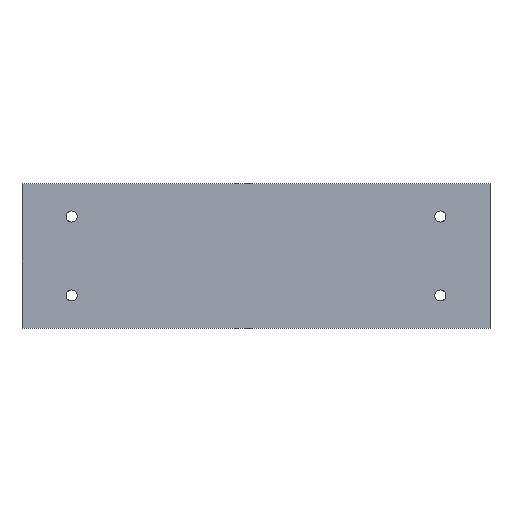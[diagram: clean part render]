
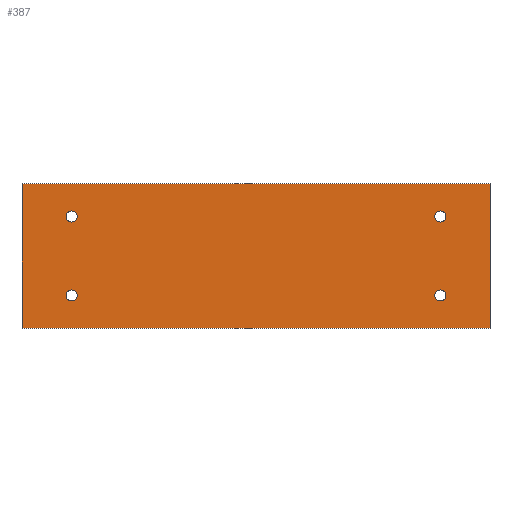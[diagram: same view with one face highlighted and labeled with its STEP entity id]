
A CAD part, top view. The second image highlights one B-rep face of the part: STEP entity #387.
In plain terms, the highlighted planar face has unit normal (0, 0, 1).
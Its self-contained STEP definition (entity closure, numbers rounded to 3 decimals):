
#5 = ORIENTED_EDGE ( 'NONE', *, *, #686, .T. ) ;
#6 = AXIS2_PLACEMENT_3D ( 'NONE', #403, #657, #723 ) ;
#9 = EDGE_LOOP ( 'NONE', ( #634, #290 ) ) ;
#10 = CIRCLE ( 'NONE', #6, 1.05 ) ;
#16 = DIRECTION ( 'NONE',  ( 0., 0., -1. ) ) ;
#21 = CARTESIAN_POINT ( 'NONE',  ( 10.5, 21.25, 6.35 ) ) ;
#33 = DIRECTION ( 'NONE',  ( 1., 0., 0. ) ) ;
#34 = CIRCLE ( 'NONE', #707, 1.05 ) ;
#37 = CIRCLE ( 'NONE', #114, 1.05 ) ;
#43 = LINE ( 'NONE', #536, #527 ) ;
#75 = CARTESIAN_POINT ( 'NONE',  ( 80.5, 6.25, 6.35 ) ) ;
#85 = DIRECTION ( 'NONE',  ( 1., 0., 0. ) ) ;
#91 = DIRECTION ( 'NONE',  ( 0., 0., -1. ) ) ;
#93 = CARTESIAN_POINT ( 'NONE',  ( 9.45, 6.25, 6.35 ) ) ;
#104 = FACE_BOUND ( 'NONE', #704, .T. ) ;
#107 = ORIENTED_EDGE ( 'NONE', *, *, #791, .T. ) ;
#114 = AXIS2_PLACEMENT_3D ( 'NONE', #581, #16, #205 ) ;
#115 = VERTEX_POINT ( 'NONE', #493 ) ;
#122 = ORIENTED_EDGE ( 'NONE', *, *, #524, .T. ) ;
#132 = DIRECTION ( 'NONE',  ( 1., 0., 0. ) ) ;
#136 = DIRECTION ( 'NONE',  ( 0., -1., 0. ) ) ;
#142 = ORIENTED_EDGE ( 'NONE', *, *, #807, .T. ) ;
#143 = CARTESIAN_POINT ( 'NONE',  ( 79.45, 6.25, 6.35 ) ) ;
#146 = DIRECTION ( 'NONE',  ( 0., 0., -1. ) ) ;
#147 = DIRECTION ( 'NONE',  ( 1., 0., 0. ) ) ;
#168 = AXIS2_PLACEMENT_3D ( 'NONE', #143, #705, #33 ) ;
#174 = CARTESIAN_POINT ( 'NONE',  ( 80.5, 21.25, 6.35 ) ) ;
#182 = AXIS2_PLACEMENT_3D ( 'NONE', #647, #404, #402 ) ;
#205 = DIRECTION ( 'NONE',  ( 1., 0., 0. ) ) ;
#216 = CARTESIAN_POINT ( 'NONE',  ( 88.9, 27.5, 6.35 ) ) ;
#217 = CIRCLE ( 'NONE', #168, 1.05 ) ;
#227 = VERTEX_POINT ( 'NONE', #810 ) ;
#244 = EDGE_CURVE ( 'NONE', #295, #115, #512, .T. ) ;
#245 = CIRCLE ( 'NONE', #694, 1.05 ) ;
#257 = DIRECTION ( 'NONE',  ( 0., 0., -1. ) ) ;
#277 = CARTESIAN_POINT ( 'NONE',  ( 79.45, 21.25, 6.35 ) ) ;
#284 = CARTESIAN_POINT ( 'NONE',  ( 78.4, 21.25, 6.35 ) ) ;
#285 = EDGE_CURVE ( 'NONE', #709, #227, #37, .T. ) ;
#288 = AXIS2_PLACEMENT_3D ( 'NONE', #428, #818, #740 ) ;
#290 = ORIENTED_EDGE ( 'NONE', *, *, #642, .T. ) ;
#295 = VERTEX_POINT ( 'NONE', #785 ) ;
#333 = CARTESIAN_POINT ( 'NONE',  ( 88.9, 13.75, 6.35 ) ) ;
#340 = ORIENTED_EDGE ( 'NONE', *, *, #244, .T. ) ;
#348 = CIRCLE ( 'NONE', #288, 1.05 ) ;
#352 = DIRECTION ( 'NONE',  ( -1., 0., 0. ) ) ;
#367 = VERTEX_POINT ( 'NONE', #174 ) ;
#369 = EDGE_LOOP ( 'NONE', ( #435, #107, #340, #5 ) ) ;
#380 = CARTESIAN_POINT ( 'NONE',  ( 44.45, 0., 6.35 ) ) ;
#387 = ADVANCED_FACE ( 'NONE', ( #400, #104, #795, #469, #756 ), #780, .T. ) ;
#395 = CARTESIAN_POINT ( 'NONE',  ( 10.5, 6.25, 6.35 ) ) ;
#400 = FACE_OUTER_BOUND ( 'NONE', #369, .T. ) ;
#402 = DIRECTION ( 'NONE',  ( 1., 0., 0. ) ) ;
#403 = CARTESIAN_POINT ( 'NONE',  ( 79.45, 21.25, 6.35 ) ) ;
#404 = DIRECTION ( 'NONE',  ( 0., 0., 1. ) ) ;
#413 = CIRCLE ( 'NONE', #474, 1.05 ) ;
#428 = CARTESIAN_POINT ( 'NONE',  ( 9.45, 21.25, 6.35 ) ) ;
#430 = EDGE_CURVE ( 'NONE', #589, #443, #245, .T. ) ;
#435 = ORIENTED_EDGE ( 'NONE', *, *, #602, .T. ) ;
#443 = VERTEX_POINT ( 'NONE', #454 ) ;
#454 = CARTESIAN_POINT ( 'NONE',  ( 8.4, 6.25, 6.35 ) ) ;
#461 = DIRECTION ( 'NONE',  ( 0., 1., 0. ) ) ;
#463 = CARTESIAN_POINT ( 'NONE',  ( 9.45, 6.25, 6.35 ) ) ;
#469 = FACE_BOUND ( 'NONE', #567, .T. ) ;
#470 = CARTESIAN_POINT ( 'NONE',  ( 79.45, 6.25, 6.35 ) ) ;
#474 = AXIS2_PLACEMENT_3D ( 'NONE', #463, #146, #132 ) ;
#476 = CARTESIAN_POINT ( 'NONE',  ( 78.4, 6.25, 6.35 ) ) ;
#477 = ORIENTED_EDGE ( 'NONE', *, *, #701, .T. ) ;
#493 = CARTESIAN_POINT ( 'NONE',  ( 88.9, 0., 6.35 ) ) ;
#512 = LINE ( 'NONE', #380, #631 ) ;
#518 = VECTOR ( 'NONE', #136, 1000. ) ;
#524 = EDGE_CURVE ( 'NONE', #443, #589, #413, .T. ) ;
#527 = VECTOR ( 'NONE', #352, 1000. ) ;
#533 = DIRECTION ( 'NONE',  ( 0., 0., -1. ) ) ;
#536 = CARTESIAN_POINT ( 'NONE',  ( 44.45, 27.5, 6.35 ) ) ;
#540 = DIRECTION ( 'NONE',  ( 1., 0., 0. ) ) ;
#549 = CARTESIAN_POINT ( 'NONE',  ( 0., 27.5, 6.35 ) ) ;
#567 = EDGE_LOOP ( 'NONE', ( #805, #122 ) ) ;
#569 = VECTOR ( 'NONE', #461, 1000. ) ;
#578 = ORIENTED_EDGE ( 'NONE', *, *, #754, .T. ) ;
#581 = CARTESIAN_POINT ( 'NONE',  ( 9.45, 21.25, 6.35 ) ) ;
#589 = VERTEX_POINT ( 'NONE', #395 ) ;
#602 = EDGE_CURVE ( 'NONE', #650, #638, #43, .T. ) ;
#616 = ORIENTED_EDGE ( 'NONE', *, *, #677, .T. ) ;
#631 = VECTOR ( 'NONE', #699, 1000. ) ;
#634 = ORIENTED_EDGE ( 'NONE', *, *, #285, .T. ) ;
#638 = VERTEX_POINT ( 'NONE', #549 ) ;
#642 = EDGE_CURVE ( 'NONE', #227, #709, #348, .T. ) ;
#645 = CARTESIAN_POINT ( 'NONE',  ( 0., 13.75, 6.35 ) ) ;
#647 = CARTESIAN_POINT ( 'NONE',  ( 44.45, 13.75, 6.35 ) ) ;
#650 = VERTEX_POINT ( 'NONE', #216 ) ;
#655 = VERTEX_POINT ( 'NONE', #284 ) ;
#657 = DIRECTION ( 'NONE',  ( 0., 0., -1. ) ) ;
#677 = EDGE_CURVE ( 'NONE', #367, #655, #10, .T. ) ;
#679 = LINE ( 'NONE', #645, #518 ) ;
#686 = EDGE_CURVE ( 'NONE', #115, #650, #745, .T. ) ;
#694 = AXIS2_PLACEMENT_3D ( 'NONE', #93, #91, #85 ) ;
#698 = CIRCLE ( 'NONE', #736, 1.05 ) ;
#699 = DIRECTION ( 'NONE',  ( 1., 0., 0. ) ) ;
#701 = EDGE_CURVE ( 'NONE', #798, #762, #217, .T. ) ;
#704 = EDGE_LOOP ( 'NONE', ( #142, #477 ) ) ;
#705 = DIRECTION ( 'NONE',  ( 0., 0., -1. ) ) ;
#707 = AXIS2_PLACEMENT_3D ( 'NONE', #470, #533, #540 ) ;
#709 = VERTEX_POINT ( 'NONE', #21 ) ;
#723 = DIRECTION ( 'NONE',  ( 1., 0., 0. ) ) ;
#736 = AXIS2_PLACEMENT_3D ( 'NONE', #277, #257, #147 ) ;
#740 = DIRECTION ( 'NONE',  ( 1., 0., 0. ) ) ;
#745 = LINE ( 'NONE', #333, #569 ) ;
#754 = EDGE_CURVE ( 'NONE', #655, #367, #698, .T. ) ;
#755 = EDGE_LOOP ( 'NONE', ( #616, #578 ) ) ;
#756 = FACE_BOUND ( 'NONE', #755, .T. ) ;
#762 = VERTEX_POINT ( 'NONE', #75 ) ;
#780 = PLANE ( 'NONE',  #182 ) ;
#785 = CARTESIAN_POINT ( 'NONE',  ( 0., 0., 6.35 ) ) ;
#791 = EDGE_CURVE ( 'NONE', #638, #295, #679, .T. ) ;
#795 = FACE_BOUND ( 'NONE', #9, .T. ) ;
#798 = VERTEX_POINT ( 'NONE', #476 ) ;
#805 = ORIENTED_EDGE ( 'NONE', *, *, #430, .T. ) ;
#807 = EDGE_CURVE ( 'NONE', #762, #798, #34, .T. ) ;
#810 = CARTESIAN_POINT ( 'NONE',  ( 8.4, 21.25, 6.35 ) ) ;
#818 = DIRECTION ( 'NONE',  ( 0., 0., -1. ) ) ;
